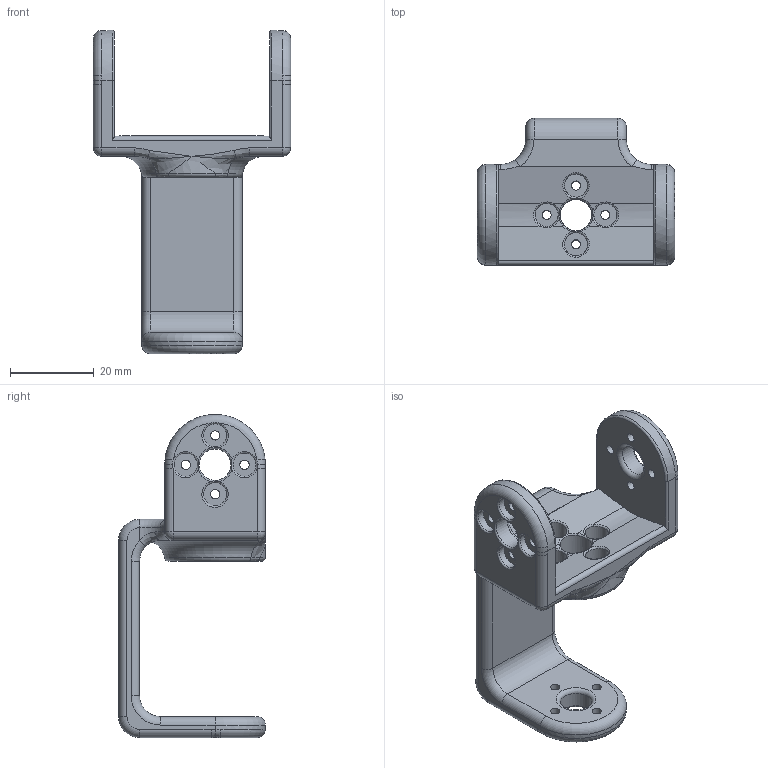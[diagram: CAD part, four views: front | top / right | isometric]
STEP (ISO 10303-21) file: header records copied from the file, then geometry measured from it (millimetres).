
FILE_DESCRIPTION(/* description */ ('','CAx-IF Rec.Pracs.---Representation and Presentation of Product Manufacturing Information (PMI)---4.0---2014-10-13'),/* implementation_level */ '2;1');
FILE_NAME(/* name */ 'Swift_leg_first_segment.step',/* time_stamp */ '2025-01-22T18:39:25-05:00',/* author */ (''),/* organization */ (''),/* preprocessor_version */ 'ST-DEVELOPER v20',/* originating_system */ 'Autodesk Translation Framework v13.20.0.188',/* authorisation */ '');
FILE_SCHEMA (('AP242_MANAGED_MODEL_BASED_3D_ENGINEERING_MIM_LF { 1 0 10303 442 1 1 4 }'));
Length unit declared in the file: millimetre
Products named in the file (1): Swift
Bounding box: 47 x 35 x 77 mm (x, y, z)
Volume: 20200.4 mm3; surface area: 11064.9 mm2
Topology: 1 solids, 1 shells, 202 faces, 527 edges, 319 vertices
Faces by surface type: cylinder 83, torus 48, plane 42, bspline 25, sphere 4
Full cylindrical faces by diameter (mm): 2.2 x16, 5.5 x16, 7.5 x4
Entity records: 7945 total; most frequent: CARTESIAN_POINT 2927, DIRECTION 1085, ORIENTED_EDGE 1046, EDGE_CURVE 523, AXIS2_PLACEMENT_3D 480, VERTEX_POINT 319, CIRCLE 288, EDGE_LOOP 238
